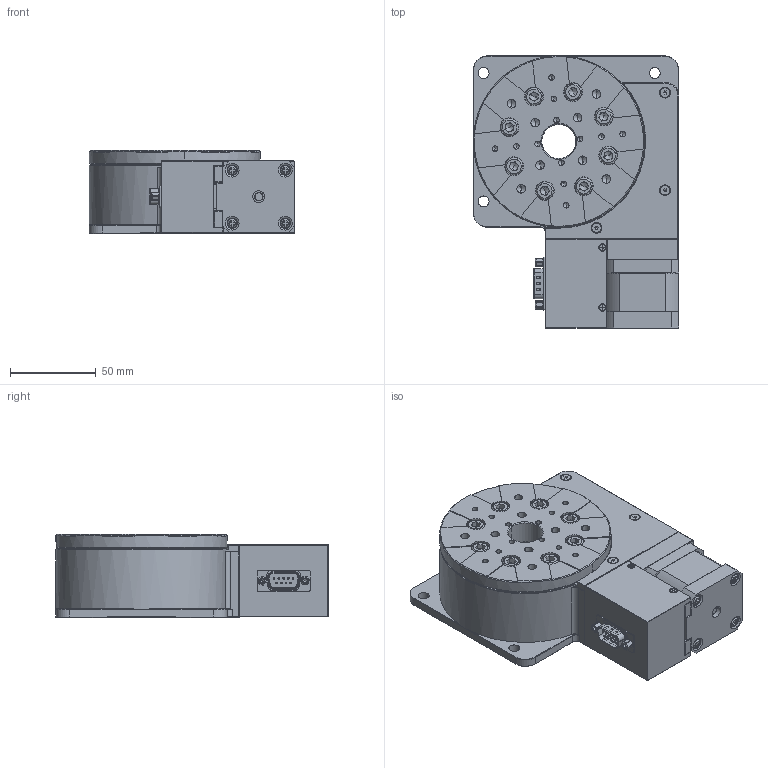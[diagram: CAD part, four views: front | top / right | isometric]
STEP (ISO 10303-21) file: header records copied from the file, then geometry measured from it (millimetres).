
FILE_DESCRIPTION (( 'STEP AP203' ), '1' );
FILE_NAME ('FMSR100.STEP', '2024-12-03T02:34:40', ( 'USER-' ), ( 'Microsoft' ), 'SwSTEP 2.0', 'SolidWorks 2020', '' );
FILE_SCHEMA (( 'CONFIG_CONTROL_DESIGN' ));
Length unit declared in the file: millimetre
Products named in the file (1): FMSR100
Bounding box: 120 x 159 x 48.5 mm (x, y, z)
Volume: 478232.6 mm3; surface area: 198731.4 mm2
Topology: 107 solids, 107 shells, 3511 faces, 8273 edges, 4942 vertices
Faces by surface type: plane 1615, cylinder 1080, cone 455, bspline 179, torus 133, sphere 49
Entity records: 103137 total; most frequent: CARTESIAN_POINT 23013, DIRECTION 17423, ORIENTED_EDGE 15934, EDGE_CURVE 7967, AXIS2_PLACEMENT_3D 6516, VERTEX_POINT 4929, LINE 4391, VECTOR 4391
